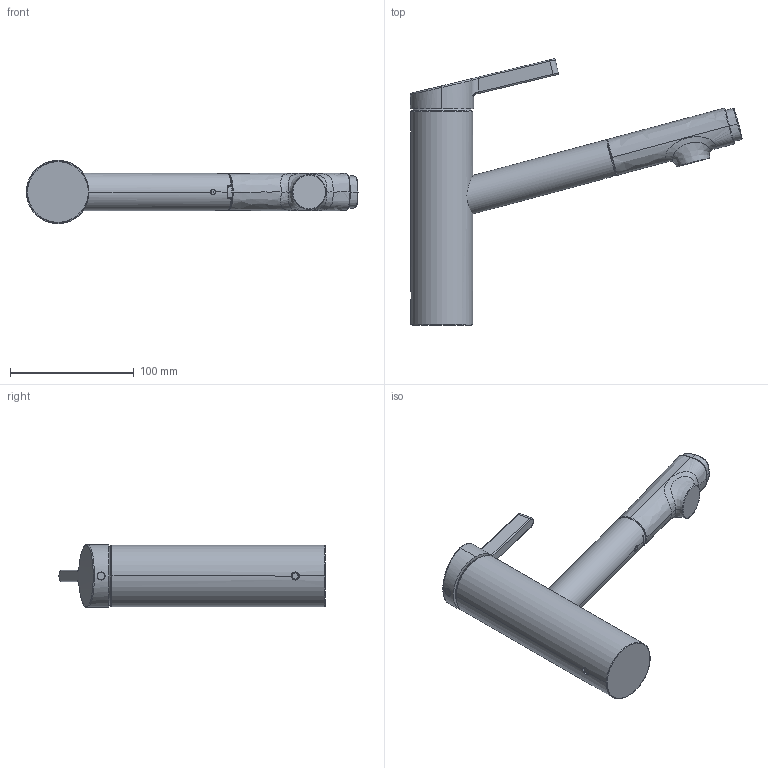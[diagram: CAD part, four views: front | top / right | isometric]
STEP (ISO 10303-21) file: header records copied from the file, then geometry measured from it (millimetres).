
FILE_DESCRIPTION((''),'2;1');
FILE_NAME('TOP_LEVER_WITH_SHOWER_SW0003','2023-09-11T14:20:27',('YY993'),(''),'CREO PARAMETRIC BY PTC INC, 2022244','CREO PARAMETRIC BY PTC INC, 2022244','');
FILE_SCHEMA(('CONFIG_CONTROL_DESIGN'));
Length unit declared in the file: millimetre
Products named in the file (1): TOP_LEVER_WITH_SHOWER_SW0003
Bounding box: 268.07 x 214.81 x 51 mm (x, y, z)
Volume: 552207.5 mm3; surface area: 60352.7 mm2
Topology: 1 solids, 1 shells, 153 faces, 368 edges, 223 vertices
Faces by surface type: bspline 55, cylinder 52, torus 22, plane 21, cone 3
Entity records: 12854 total; most frequent: CARTESIAN_POINT 9724, ORIENTED_EDGE 736, DIRECTION 493, EDGE_CURVE 368, VERTEX_POINT 223, AXIS2_PLACEMENT_3D 196, B_SPLINE_CURVE_WITH_KNOTS 169, EDGE_LOOP 161
